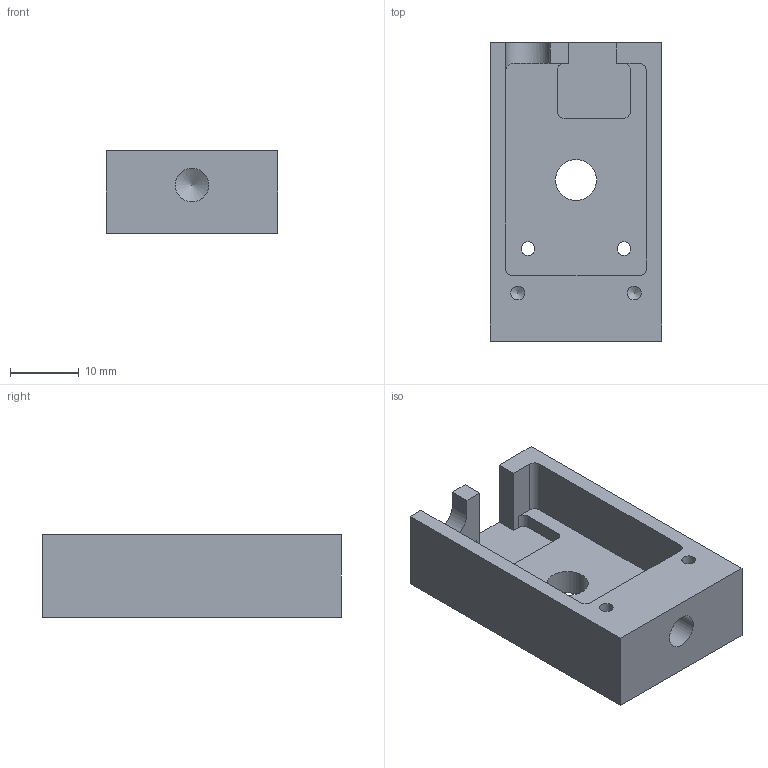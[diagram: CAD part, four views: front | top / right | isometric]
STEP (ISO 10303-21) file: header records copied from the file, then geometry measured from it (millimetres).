
FILE_DESCRIPTION(/* description */ (''),/* implementation_level */ '2;1');
FILE_NAME(/* name */ 'case.stp',/* time_stamp */ '2022-11-18T10:55:48+01:00',/* author */ ('Tilman Preuschoff'),/* organization */ (''),/* preprocessor_version */ 'ST-DEVELOPER v18.1',/* originating_system */ 'Autodesk Inventor 2021',/* authorisation */ '');
FILE_SCHEMA (('AUTOMOTIVE_DESIGN { 1 0 10303 214 3 1 1 }'));
Length unit declared in the file: millimetre
Products named in the file (1): case
Bounding box: 25 x 43.5 x 12 mm (x, y, z)
Volume: 7041.8 mm3; surface area: 4866.8 mm2
Topology: 1 solids, 1 shells, 38 faces, 105 edges, 69 vertices
Faces by surface type: plane 20, cylinder 15, cone 3
Full cylindrical faces by diameter (mm): 2.013 x4, 4.917 x1, 6 x1
Entity records: 1257 total; most frequent: CARTESIAN_POINT 217, DIRECTION 208, ORIENTED_EDGE 204, EDGE_CURVE 102, LINE 72, VECTOR 72, VERTEX_POINT 69, AXIS2_PLACEMENT_3D 68
